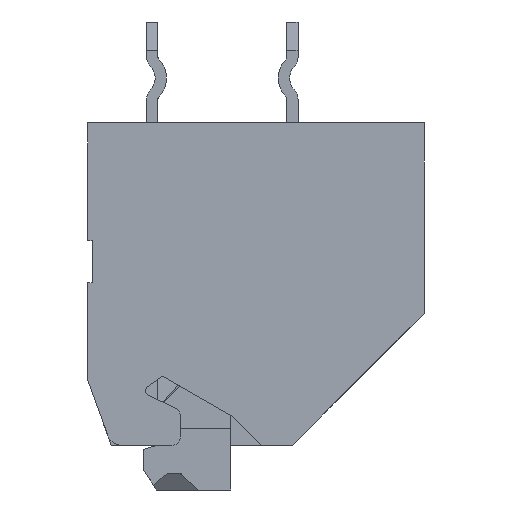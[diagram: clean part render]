
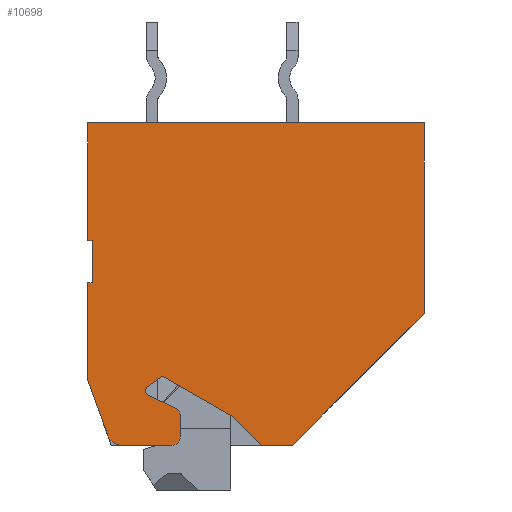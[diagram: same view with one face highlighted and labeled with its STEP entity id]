
A CAD part, front view. The second image highlights one B-rep face of the part: STEP entity #10698.
In plain terms, the highlighted planar face has unit normal (0, -1, 0).
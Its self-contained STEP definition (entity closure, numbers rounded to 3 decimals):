
#666=DIRECTION('',(1.,0.,0.));
#667=VECTOR('',#666,1.813);
#668=CARTESIAN_POINT('',(1.187,0.,-15.1));
#669=LINE('',#668,#667);
#2000=DIRECTION('',(0.,0.,-1.));
#2001=VECTOR('',#2000,4.2);
#2002=CARTESIAN_POINT('',(0.,0.,-3.6));
#2003=LINE('',#2002,#2001);
#2012=DIRECTION('',(1.,0.,0.));
#2013=VECTOR('',#2012,0.15);
#2014=CARTESIAN_POINT('',(0.,0.,-7.8));
#2015=LINE('',#2014,#2013);
#2024=DIRECTION('',(0.,0.,-1.));
#2025=VECTOR('',#2024,1.5);
#2026=CARTESIAN_POINT('',(0.15,0.,-7.8));
#2027=LINE('',#2026,#2025);
#2036=DIRECTION('',(-1.,0.,0.));
#2037=VECTOR('',#2036,0.15);
#2038=CARTESIAN_POINT('',(0.15,0.,-9.3));
#2039=LINE('',#2038,#2037);
#2048=DIRECTION('',(0.,0.,-1.));
#2049=VECTOR('',#2048,3.5);
#2050=CARTESIAN_POINT('',(0.,0.,-9.3));
#2051=LINE('',#2050,#2049);
#2770=DIRECTION('',(1.,0.,0.));
#2771=VECTOR('',#2770,1.1);
#2772=CARTESIAN_POINT('',(6.2,0.,-15.1));
#2773=LINE('',#2772,#2771);
#2778=DIRECTION('',(1.,0.,0.));
#2779=VECTOR('',#2778,12.);
#2780=CARTESIAN_POINT('',(0.,0.,-3.6));
#2781=LINE('',#2780,#2779);
#2782=DIRECTION('',(0.,0.,-1.));
#2783=VECTOR('',#2782,6.8);
#2784=CARTESIAN_POINT('',(12.,0.,-3.6));
#2785=LINE('',#2784,#2783);
#2786=DIRECTION('',(-0.707,0.,-0.707));
#2787=VECTOR('',#2786,6.647);
#2788=CARTESIAN_POINT('',(12.,0.,-10.4));
#2789=LINE('',#2788,#2787);
#2790=DIRECTION('',(-0.707,0.,0.707));
#2791=VECTOR('',#2790,1.414);
#2792=CARTESIAN_POINT('',(6.2,0.,-15.1));
#2793=LINE('',#2792,#2791);
#2794=DIRECTION('',(-0.866,0.,0.5));
#2795=VECTOR('',#2794,2.929);
#2796=CARTESIAN_POINT('',(5.2,0.,-14.1));
#2797=LINE('',#2796,#2795);
#2798=DIRECTION('',(-0.819,0.,-0.574));
#2799=VECTOR('',#2798,0.623);
#2800=CARTESIAN_POINT('',(2.663,0.,-12.635));
#2801=LINE('',#2800,#2799);
#2802=CARTESIAN_POINT('',(2.268,0.,-13.157));
#2803=DIRECTION('',(0.,-1.,0.));
#2804=DIRECTION('',(-0.574,0.,0.819));
#2805=AXIS2_PLACEMENT_3D('',#2802,#2803,#2804);
#2807=DIRECTION('',(0.906,0.,-0.423));
#2808=VECTOR('',#2807,1.041);
#2809=CARTESIAN_POINT('',(2.183,0.,-13.338));
#2810=LINE('',#2809,#2808);
#2811=CARTESIAN_POINT('',(3.,0.,-14.05));
#2812=DIRECTION('',(0.,1.,0.));
#2813=DIRECTION('',(0.423,0.,0.906));
#2814=AXIS2_PLACEMENT_3D('',#2811,#2812,#2813);
#2816=CARTESIAN_POINT('',(3.,0.,-14.8));
#2817=DIRECTION('',(0.,1.,0.));
#2818=DIRECTION('',(1.,0.,0.));
#2819=AXIS2_PLACEMENT_3D('',#2816,#2817,#2818);
#2821=CARTESIAN_POINT('',(1.187,0.,-14.6));
#2822=DIRECTION('',(0.,1.,0.));
#2823=DIRECTION('',(0.,0.,-1.));
#2824=AXIS2_PLACEMENT_3D('',#2821,#2822,#2823);
#2826=DIRECTION('',(-0.342,0.,0.94));
#2827=VECTOR('',#2826,2.098);
#2828=CARTESIAN_POINT('',(0.717,0.,-14.771));
#2829=LINE('',#2828,#2827);
#3152=DIRECTION('',(0.,0.,1.));
#3153=VECTOR('',#3152,0.75);
#3154=CARTESIAN_POINT('',(3.3,0.,-14.8));
#3155=LINE('',#3154,#3153);
#5318=CARTESIAN_POINT('',(12.,0.,-3.6));
#5319=VERTEX_POINT('',#5318);
#5322=CARTESIAN_POINT('',(0.,0.,-3.6));
#5323=VERTEX_POINT('',#5322);
#5324=CARTESIAN_POINT('',(12.,0.,-10.4));
#5325=VERTEX_POINT('',#5324);
#5326=CARTESIAN_POINT('',(7.3,0.,-15.1));
#5327=VERTEX_POINT('',#5326);
#5328=CARTESIAN_POINT('',(6.2,0.,-15.1));
#5329=CARTESIAN_POINT('',(5.2,0.,-14.1));
#5330=VERTEX_POINT('',#5328);
#5331=VERTEX_POINT('',#5329);
#5332=CARTESIAN_POINT('',(2.663,0.,-12.635));
#5333=VERTEX_POINT('',#5332);
#5334=CARTESIAN_POINT('',(2.153,0.,-12.993));
#5335=VERTEX_POINT('',#5334);
#5336=CARTESIAN_POINT('',(2.183,0.,-13.338));
#5337=VERTEX_POINT('',#5336);
#5338=CARTESIAN_POINT('',(3.127,0.,-13.778));
#5339=VERTEX_POINT('',#5338);
#5340=CARTESIAN_POINT('',(3.3,0.,-14.05));
#5341=VERTEX_POINT('',#5340);
#5342=CARTESIAN_POINT('',(3.3,0.,-14.8));
#5343=CARTESIAN_POINT('',(3.,0.,-15.1));
#5344=VERTEX_POINT('',#5342);
#5345=VERTEX_POINT('',#5343);
#5346=CARTESIAN_POINT('',(1.187,0.,-15.1));
#5347=CARTESIAN_POINT('',(0.717,0.,-14.771));
#5348=VERTEX_POINT('',#5346);
#5349=VERTEX_POINT('',#5347);
#5350=CARTESIAN_POINT('',(0.,0.,-12.8));
#5351=VERTEX_POINT('',#5350);
#5352=CARTESIAN_POINT('',(0.,0.,-7.8));
#5353=VERTEX_POINT('',#5352);
#5356=CARTESIAN_POINT('',(0.15,0.,-7.8));
#5357=VERTEX_POINT('',#5356);
#5358=CARTESIAN_POINT('',(0.15,0.,-9.3));
#5359=VERTEX_POINT('',#5358);
#5360=CARTESIAN_POINT('',(0.,0.,-9.3));
#5361=VERTEX_POINT('',#5360);
#10664=CARTESIAN_POINT('',(6.,0.,-9.35));
#10665=DIRECTION('',(0.,1.,0.));
#10666=DIRECTION('',(1.,0.,0.));
#10667=AXIS2_PLACEMENT_3D('',#10664,#10665,#10666);
#10668=PLANE('',#10667);
#10669=ORIENTED_EDGE('',*,*,#9801,.F.);
#10671=ORIENTED_EDGE('',*,*,#10670,.T.);
#10672=ORIENTED_EDGE('',*,*,#7168,.T.);
#10673=ORIENTED_EDGE('',*,*,#9941,.T.);
#10674=ORIENTED_EDGE('',*,*,#10654,.F.);
#10675=ORIENTED_EDGE('',*,*,#7930,.T.);
#10677=ORIENTED_EDGE('',*,*,#10676,.T.);
#10678=ORIENTED_EDGE('',*,*,#7655,.T.);
#10680=ORIENTED_EDGE('',*,*,#10679,.T.);
#10682=ORIENTED_EDGE('',*,*,#10681,.T.);
#10684=ORIENTED_EDGE('',*,*,#10683,.T.);
#10686=ORIENTED_EDGE('',*,*,#10685,.F.);
#10688=ORIENTED_EDGE('',*,*,#10687,.T.);
#10689=ORIENTED_EDGE('',*,*,#7838,.F.);
#10690=ORIENTED_EDGE('',*,*,#7774,.T.);
#10691=ORIENTED_EDGE('',*,*,#7804,.T.);
#10692=ORIENTED_EDGE('',*,*,#9860,.F.);
#10693=ORIENTED_EDGE('',*,*,#9846,.F.);
#10694=ORIENTED_EDGE('',*,*,#9831,.F.);
#10695=ORIENTED_EDGE('',*,*,#9816,.F.);
#10696=EDGE_LOOP('',(#10669,#10671,#10672,#10673,#10674,#10675,#10677,#10678,
#10680,#10682,#10684,#10686,#10688,#10689,#10690,#10691,#10692,#10693,#10694,
#10695));
#10697=FACE_OUTER_BOUND('',#10696,.F.);
#2806=CIRCLE('',#2805,0.2);
#2815=CIRCLE('',#2814,0.3);
#2820=CIRCLE('',#2819,0.3);
#2825=CIRCLE('',#2824,0.5);
#7168=EDGE_CURVE('',#5319,#5325,#2785,.T.);
#7655=EDGE_CURVE('',#5333,#5335,#2801,.T.);
#7774=EDGE_CURVE('',#5348,#5349,#2825,.T.);
#7804=EDGE_CURVE('',#5349,#5351,#2829,.T.);
#7838=EDGE_CURVE('',#5348,#5345,#669,.T.);
#7930=EDGE_CURVE('',#5330,#5331,#2793,.T.);
#9801=EDGE_CURVE('',#5323,#5353,#2003,.T.);
#9816=EDGE_CURVE('',#5353,#5357,#2015,.T.);
#9831=EDGE_CURVE('',#5357,#5359,#2027,.T.);
#9846=EDGE_CURVE('',#5359,#5361,#2039,.T.);
#9860=EDGE_CURVE('',#5361,#5351,#2051,.T.);
#9941=EDGE_CURVE('',#5325,#5327,#2789,.T.);
#10654=EDGE_CURVE('',#5330,#5327,#2773,.T.);
#10670=EDGE_CURVE('',#5323,#5319,#2781,.T.);
#10676=EDGE_CURVE('',#5331,#5333,#2797,.T.);
#10679=EDGE_CURVE('',#5335,#5337,#2806,.T.);
#10681=EDGE_CURVE('',#5337,#5339,#2810,.T.);
#10683=EDGE_CURVE('',#5339,#5341,#2815,.T.);
#10685=EDGE_CURVE('',#5344,#5341,#3155,.T.);
#10687=EDGE_CURVE('',#5344,#5345,#2820,.T.);
#10698=ADVANCED_FACE('',(#10697),#10668,.F.);
